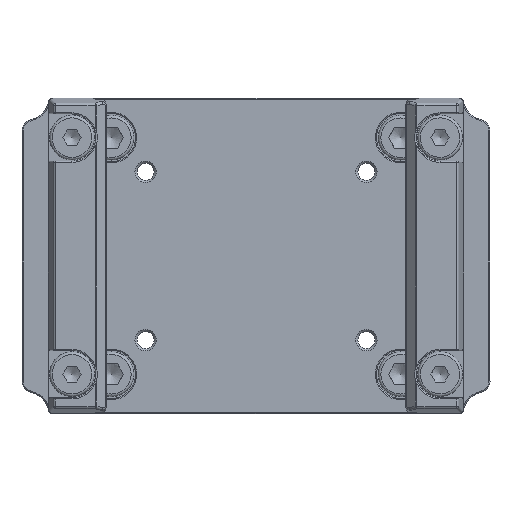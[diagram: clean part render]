
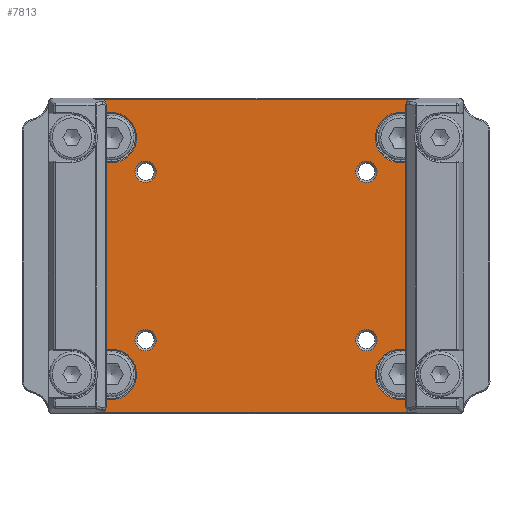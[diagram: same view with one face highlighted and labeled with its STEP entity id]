
A CAD part, top view. The second image highlights one B-rep face of the part: STEP entity #7813.
In plain terms, the highlighted planar face has unit normal (0, 0, 1).
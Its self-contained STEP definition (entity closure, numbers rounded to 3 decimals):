
#295=FACE_BOUND('',#1213,.T.);
#296=FACE_BOUND('',#1214,.T.);
#297=FACE_BOUND('',#1215,.T.);
#298=FACE_BOUND('',#1216,.T.);
#299=FACE_BOUND('',#1217,.T.);
#300=FACE_BOUND('',#1218,.T.);
#301=FACE_BOUND('',#1219,.T.);
#302=FACE_BOUND('',#1220,.T.);
#303=FACE_BOUND('',#1221,.T.);
#304=FACE_BOUND('',#1222,.T.);
#305=FACE_BOUND('',#1223,.T.);
#306=FACE_BOUND('',#1224,.T.);
#395=PLANE('',#8503);
#736=FACE_OUTER_BOUND('',#1212,.T.);
#1212=EDGE_LOOP('',(#5639,#5640,#5641,#5642));
#1213=EDGE_LOOP('',(#5643));
#1214=EDGE_LOOP('',(#5644));
#1215=EDGE_LOOP('',(#5645));
#1216=EDGE_LOOP('',(#5646));
#1217=EDGE_LOOP('',(#5647));
#1218=EDGE_LOOP('',(#5648));
#1219=EDGE_LOOP('',(#5649));
#1220=EDGE_LOOP('',(#5650));
#1221=EDGE_LOOP('',(#5651));
#1222=EDGE_LOOP('',(#5652));
#1223=EDGE_LOOP('',(#5653));
#1224=EDGE_LOOP('',(#5654));
#1626=LINE('',#12107,#2098);
#1710=LINE('',#13119,#2182);
#1711=LINE('',#13121,#2183);
#1712=LINE('',#13122,#2184);
#2098=VECTOR('',#9562,10.);
#2182=VECTOR('',#10026,10.);
#2183=VECTOR('',#10027,10.);
#2184=VECTOR('',#10028,10.);
#2674=CIRCLE('',#8504,2.021);
#2675=CIRCLE('',#8505,2.021);
#2676=CIRCLE('',#8506,4.8);
#2677=CIRCLE('',#8507,4.8);
#2678=CIRCLE('',#8508,2.567);
#2679=CIRCLE('',#8509,2.567);
#2680=CIRCLE('',#8510,2.567);
#2681=CIRCLE('',#8511,2.567);
#2682=CIRCLE('',#8512,4.8);
#2683=CIRCLE('',#8513,4.8);
#2684=CIRCLE('',#8514,2.021);
#2685=CIRCLE('',#8515,2.021);
#3122=VERTEX_POINT('',#12068);
#3133=VERTEX_POINT('',#12098);
#3249=VERTEX_POINT('',#13118);
#3250=VERTEX_POINT('',#13120);
#3251=VERTEX_POINT('',#13123);
#3252=VERTEX_POINT('',#13125);
#3253=VERTEX_POINT('',#13127);
#3254=VERTEX_POINT('',#13129);
#3255=VERTEX_POINT('',#13131);
#3256=VERTEX_POINT('',#13133);
#3257=VERTEX_POINT('',#13135);
#3258=VERTEX_POINT('',#13137);
#3259=VERTEX_POINT('',#13139);
#3260=VERTEX_POINT('',#13141);
#3261=VERTEX_POINT('',#13143);
#3262=VERTEX_POINT('',#13145);
#3892=EDGE_CURVE('',#3133,#3122,#1626,.T.);
#4105=EDGE_CURVE('',#3249,#3133,#1710,.T.);
#4106=EDGE_CURVE('',#3250,#3249,#1711,.T.);
#4107=EDGE_CURVE('',#3122,#3250,#1712,.T.);
#4108=EDGE_CURVE('',#3251,#3251,#2674,.T.);
#4109=EDGE_CURVE('',#3252,#3252,#2675,.T.);
#4110=EDGE_CURVE('',#3253,#3253,#2676,.T.);
#4111=EDGE_CURVE('',#3254,#3254,#2677,.T.);
#4112=EDGE_CURVE('',#3255,#3255,#2678,.T.);
#4113=EDGE_CURVE('',#3256,#3256,#2679,.T.);
#4114=EDGE_CURVE('',#3257,#3257,#2680,.T.);
#4115=EDGE_CURVE('',#3258,#3258,#2681,.T.);
#4116=EDGE_CURVE('',#3259,#3259,#2682,.T.);
#4117=EDGE_CURVE('',#3260,#3260,#2683,.T.);
#4118=EDGE_CURVE('',#3261,#3261,#2684,.T.);
#4119=EDGE_CURVE('',#3262,#3262,#2685,.T.);
#5639=ORIENTED_EDGE('',*,*,#3892,.F.);
#5640=ORIENTED_EDGE('',*,*,#4105,.F.);
#5641=ORIENTED_EDGE('',*,*,#4106,.F.);
#5642=ORIENTED_EDGE('',*,*,#4107,.F.);
#5643=ORIENTED_EDGE('',*,*,#4108,.F.);
#5644=ORIENTED_EDGE('',*,*,#4109,.F.);
#5645=ORIENTED_EDGE('',*,*,#4110,.F.);
#5646=ORIENTED_EDGE('',*,*,#4111,.F.);
#5647=ORIENTED_EDGE('',*,*,#4112,.F.);
#5648=ORIENTED_EDGE('',*,*,#4113,.F.);
#5649=ORIENTED_EDGE('',*,*,#4114,.F.);
#5650=ORIENTED_EDGE('',*,*,#4115,.F.);
#5651=ORIENTED_EDGE('',*,*,#4116,.F.);
#5652=ORIENTED_EDGE('',*,*,#4117,.F.);
#5653=ORIENTED_EDGE('',*,*,#4118,.F.);
#5654=ORIENTED_EDGE('',*,*,#4119,.F.);
#7813=ADVANCED_FACE('',(#736,#295,#296,#297,#298,#299,#300,#301,#302,#303,
#304,#305,#306),#395,.T.);
#8503=AXIS2_PLACEMENT_3D('',#13117,#10024,#10025);
#8504=AXIS2_PLACEMENT_3D('',#13124,#10029,#10030);
#8505=AXIS2_PLACEMENT_3D('',#13126,#10031,#10032);
#8506=AXIS2_PLACEMENT_3D('',#13128,#10033,#10034);
#8507=AXIS2_PLACEMENT_3D('',#13130,#10035,#10036);
#8508=AXIS2_PLACEMENT_3D('',#13132,#10037,#10038);
#8509=AXIS2_PLACEMENT_3D('',#13134,#10039,#10040);
#8510=AXIS2_PLACEMENT_3D('',#13136,#10041,#10042);
#8511=AXIS2_PLACEMENT_3D('',#13138,#10043,#10044);
#8512=AXIS2_PLACEMENT_3D('',#13140,#10045,#10046);
#8513=AXIS2_PLACEMENT_3D('',#13142,#10047,#10048);
#8514=AXIS2_PLACEMENT_3D('',#13144,#10049,#10050);
#8515=AXIS2_PLACEMENT_3D('',#13146,#10051,#10052);
#9562=DIRECTION('',(0.,1.,0.));
#10024=DIRECTION('center_axis',(0.,0.,
1.));
#10025=DIRECTION('ref_axis',(1.,0.,0.));
#10026=DIRECTION('',(-1.,0.,0.));
#10027=DIRECTION('',(0.,-1.,0.));
#10028=DIRECTION('',(1.,0.,0.));
#10029=DIRECTION('center_axis',(0.,0.,
1.));
#10030=DIRECTION('ref_axis',(0.,-1.,0.));
#10031=DIRECTION('center_axis',(0.,0.,
1.));
#10032=DIRECTION('ref_axis',(0.,-1.,0.));
#10033=DIRECTION('center_axis',(0.,0.,
1.));
#10034=DIRECTION('ref_axis',(0.,-1.,0.));
#10035=DIRECTION('center_axis',(0.,0.,
1.));
#10036=DIRECTION('ref_axis',(0.,-1.,0.));
#10037=DIRECTION('center_axis',(0.,0.,
1.));
#10038=DIRECTION('ref_axis',(0.,-1.,0.));
#10039=DIRECTION('center_axis',(0.,0.,
1.));
#10040=DIRECTION('ref_axis',(0.,-1.,0.));
#10041=DIRECTION('center_axis',(0.,0.,
1.));
#10042=DIRECTION('ref_axis',(0.,-1.,0.));
#10043=DIRECTION('center_axis',(0.,0.,
1.));
#10044=DIRECTION('ref_axis',(0.,-1.,0.));
#10045=DIRECTION('center_axis',(0.,0.,
1.));
#10046=DIRECTION('ref_axis',(0.,-1.,0.));
#10047=DIRECTION('center_axis',(0.,0.,
1.));
#10048=DIRECTION('ref_axis',(0.,-1.,0.));
#10049=DIRECTION('center_axis',(0.,0.,
1.));
#10050=DIRECTION('ref_axis',(0.,-1.,0.));
#10051=DIRECTION('center_axis',(0.,0.,
1.));
#10052=DIRECTION('ref_axis',(0.,-1.,0.));
#12068=CARTESIAN_POINT('',(-1569.953,15.8,80.));
#12098=CARTESIAN_POINT('',(-1569.953,-43.8,80.));
#12107=CARTESIAN_POINT('',(-1569.953,-14.,80.));
#13117=CARTESIAN_POINT('Origin',(-1531.8,-14.,80.));
#13118=CARTESIAN_POINT('',(-1493.647,-43.8,80.));
#13119=CARTESIAN_POINT('',(-1554.05,-43.8,80.));
#13120=CARTESIAN_POINT('',(-1493.647,15.8,80.));
#13121=CARTESIAN_POINT('',(-1493.647,-14.,80.));
#13122=CARTESIAN_POINT('',(-1509.55,15.8,80.));
#13123=CARTESIAN_POINT('',(-1510.8,4.021,80.));
#13124=CARTESIAN_POINT('Origin',(-1510.8,2.,80.));
#13125=CARTESIAN_POINT('',(-1552.8,-27.979,80.));
#13126=CARTESIAN_POINT('Origin',(-1552.8,-30.,80.));
#13127=CARTESIAN_POINT('',(-1504.3,13.3,80.));
#13128=CARTESIAN_POINT('Origin',(-1504.3,8.5,80.));
#13129=CARTESIAN_POINT('',(-1559.3,13.3,80.));
#13130=CARTESIAN_POINT('Origin',(-1559.3,8.5,80.));
#13131=CARTESIAN_POINT('',(-1496.8,11.067,80.));
#13132=CARTESIAN_POINT('Origin',(-1496.8,8.5,80.));
#13133=CARTESIAN_POINT('',(-1566.8,-33.933,80.));
#13134=CARTESIAN_POINT('Origin',(-1566.8,-36.5,80.));
#13135=CARTESIAN_POINT('',(-1566.8,11.067,80.));
#13136=CARTESIAN_POINT('Origin',(-1566.8,8.5,80.));
#13137=CARTESIAN_POINT('',(-1496.8,-33.933,80.));
#13138=CARTESIAN_POINT('Origin',(-1496.8,-36.5,80.));
#13139=CARTESIAN_POINT('',(-1559.3,-31.7,80.));
#13140=CARTESIAN_POINT('Origin',(-1559.3,-36.5,80.));
#13141=CARTESIAN_POINT('',(-1504.3,-31.7,80.));
#13142=CARTESIAN_POINT('Origin',(-1504.3,-36.5,80.));
#13143=CARTESIAN_POINT('',(-1552.8,4.021,80.));
#13144=CARTESIAN_POINT('Origin',(-1552.8,2.,80.));
#13145=CARTESIAN_POINT('',(-1510.8,-27.979,80.));
#13146=CARTESIAN_POINT('Origin',(-1510.8,-30.,80.));
